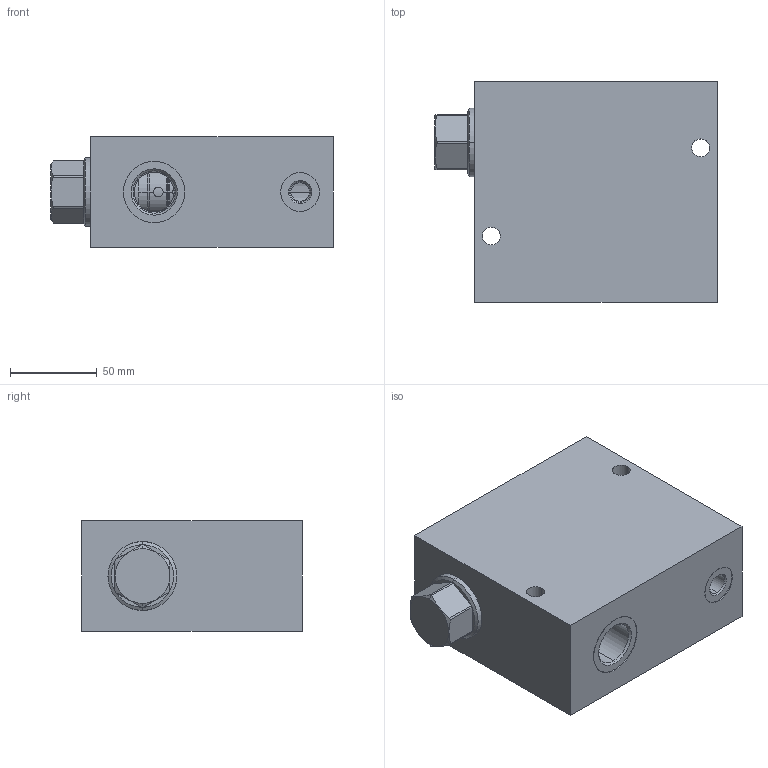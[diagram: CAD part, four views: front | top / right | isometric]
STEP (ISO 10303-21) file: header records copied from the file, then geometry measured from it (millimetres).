
FILE_DESCRIPTION((''),'2;1');
FILE_NAME('H6W_ASM','2024-11-04T',('ProEService'),(''),'PRO/ENGINEER BY PARAMETRIC TECHNOLOGY CORPORATION, 2014200','PRO/ENGINEER BY PARAMETRIC TECHNOLOGY CORPORATION, 2014200','');
FILE_SCHEMA(('CONFIG_CONTROL_DESIGN'));
Length unit declared in the file: inch
Products named in the file (3): 150-755-007; CXHAXCN; H6W_ASM
Assembly tree (2 placements, depth 2):
  H6W_ASM
    150-755-007
    CXHAXCN
Bounding box: 162.74 x 127 x 63.5 mm (x, y, z)
Volume: 966730.3 mm3; surface area: 115510.9 mm2
Topology: 3 solids, 4 shells, 300 faces, 872 edges, 689 vertices
Faces by surface type: cylinder 147, cone 66, plane 49, torus 32, revolution 6
Entity records: 11747 total; most frequent: CARTESIAN_POINT 3869, DIRECTION 1698, ORIENTED_EDGE 1354, EDGE_CURVE 677, AXIS2_PLACEMENT_3D 632, VECTOR 428, LINE 428, VERTEX_POINT 403
